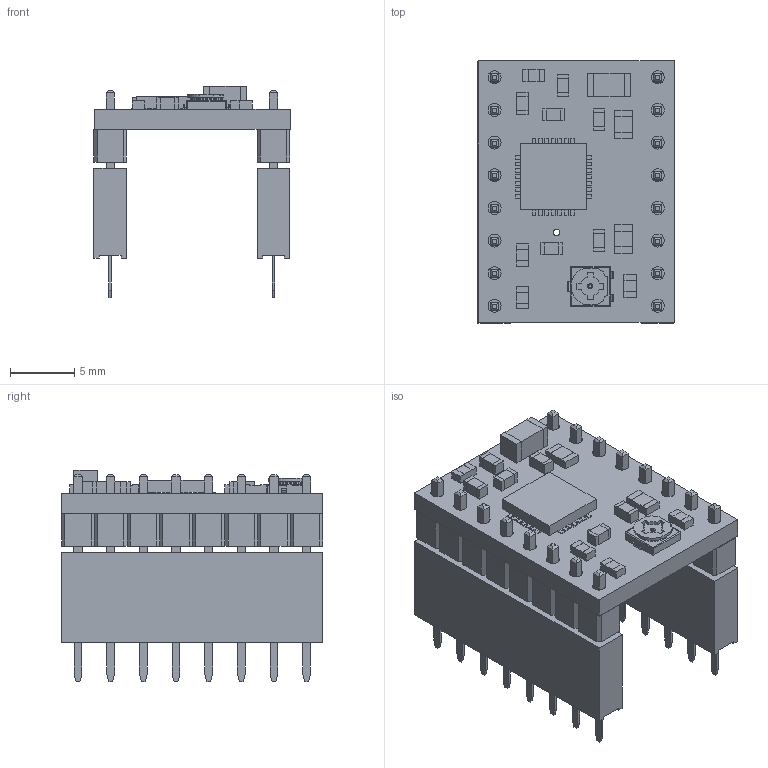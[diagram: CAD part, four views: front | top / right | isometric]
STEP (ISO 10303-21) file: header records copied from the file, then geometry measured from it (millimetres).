
FILE_DESCRIPTION(('FreeCAD Model'),'2;1');
FILE_NAME('a4988-carrier.step', '2018-06-14T14:06:30',('Author'),(''), 'Open CASCADE STEP processor 7.2','FreeCAD','Unknown');
FILE_SCHEMA(('AUTOMOTIVE_DESIGN { 1 0 10303 214 1 1 1 1 }'));
Length unit declared in the file: millimetre
Products named in the file (5): PinHeader_1x08_P254mm_Vertical001; PinHeader_1x08_P254mm_Vertical; a4988-stepper-motor-driver-carrier; PinSocket_1x08_P254mm_Vertical001; PinSocket_1x08_P254mm_Vertical
Bounding box: 15.27 x 20.37 x 16.47 mm (x, y, z)
Volume: 1521.5 mm3; surface area: 2940.9 mm2
Topology: 5 solids, 5 shells, 1690 faces, 4425 edges, 2850 vertices
Faces by surface type: plane 1464, bspline 157, cylinder 59, torus 6, sphere 4
Entity records: 68212 total; most frequent: CARTESIAN_POINT 15667, ORIENTED_EDGE 8842, DIRECTION 7305, EDGE_CURVE 4421, LINE 3977, VECTOR 3977, VERTEX_POINT 2850, FACE_BOUND 1887
